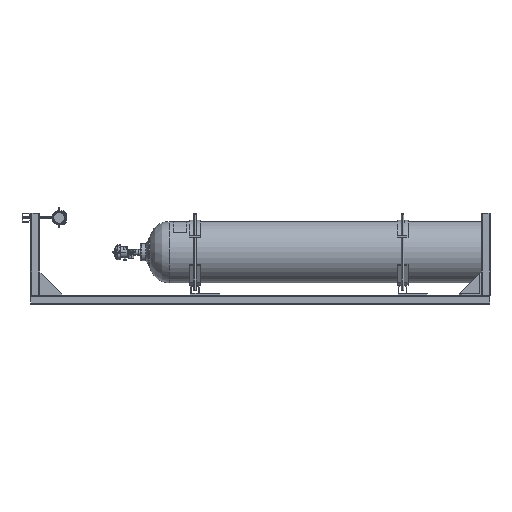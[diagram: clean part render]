
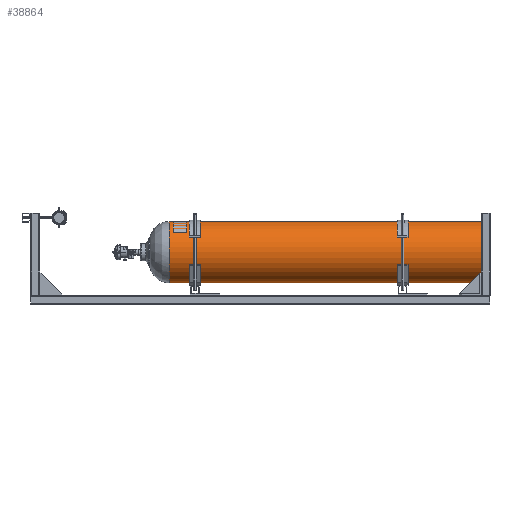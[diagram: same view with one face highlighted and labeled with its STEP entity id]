
A CAD part, left-side view. The second image highlights one B-rep face of the part: STEP entity #38864.
In plain terms, the highlighted cylindrical face has radius 142.85 mm (diameter 285.7 mm), a partial arc.
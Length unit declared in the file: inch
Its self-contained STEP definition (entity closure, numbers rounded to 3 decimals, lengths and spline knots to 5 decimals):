
#2131 = CARTESIAN_POINT ( 'NONE',  ( 0., -5.29832, 5.62402 ) ) ;
#3339 = CARTESIAN_POINT ( 'NONE',  ( 0., -63., 5.62402 ) ) ;
#3383 = ORIENTED_EDGE ( 'NONE', *, *, #63953, .T. ) ;
#6570 = FACE_OUTER_BOUND ( 'NONE', #59816, .T. ) ;
#7812 = ORIENTED_EDGE ( 'NONE', *, *, #44190, .F. ) ;
#8052 = EDGE_CURVE ( 'NONE', #12229, #74896, #47629, .T. ) ;
#9910 = LINE ( 'NONE', #62768, #58837 ) ;
#12229 = VERTEX_POINT ( 'NONE', #3339 ) ;
#20802 = CARTESIAN_POINT ( 'NONE',  ( 0., -5.29832, 0. ) ) ;
#22472 = ORIENTED_EDGE ( 'NONE', *, *, #8052, .F. ) ;
#26046 = DIRECTION ( 'NONE',  ( 0., -1., 0. ) ) ;
#26419 = CARTESIAN_POINT ( 'NONE',  ( 0., -63., 0. ) ) ;
#32988 = CYLINDRICAL_SURFACE ( 'NONE', #34864, 5.62402 ) ;
#34864 = AXIS2_PLACEMENT_3D ( 'NONE', #65509, #39499, #46429 ) ;
#36255 = CIRCLE ( 'NONE', #77799, 5.62402 ) ;
#38830 = EDGE_CURVE ( 'NONE', #63763, #72050, #36255, .T. ) ;
#38864 = ADVANCED_FACE ( 'NONE', ( #6570 ), #32988, .T. ) ;
#39499 = DIRECTION ( 'NONE',  ( 0., -1., 0. ) ) ;
#40321 = DIRECTION ( 'NONE',  ( 0., 0., -1. ) ) ;
#40672 = VECTOR ( 'NONE', #68086, 39.37008 ) ;
#44149 = DIRECTION ( 'NONE',  ( 0., -1., 0. ) ) ;
#44190 = EDGE_CURVE ( 'NONE', #63763, #12229, #75450, .T. ) ;
#46429 = DIRECTION ( 'NONE',  ( 0., 0., -1. ) ) ;
#47629 = CIRCLE ( 'NONE', #66980, 5.62402 ) ;
#52679 = CARTESIAN_POINT ( 'NONE',  ( 0., -5.29832, -5.62402 ) ) ;
#52911 = DIRECTION ( 'NONE',  ( 0., -1., 0. ) ) ;
#58837 = VECTOR ( 'NONE', #44149, 39.37008 ) ;
#59816 = EDGE_LOOP ( 'NONE', ( #7812, #83582, #3383, #22472 ) ) ;
#62768 = CARTESIAN_POINT ( 'NONE',  ( 0., 0., -5.62402 ) ) ;
#63763 = VERTEX_POINT ( 'NONE', #2131 ) ;
#63953 = EDGE_CURVE ( 'NONE', #72050, #74896, #9910, .T. ) ;
#65509 = CARTESIAN_POINT ( 'NONE',  ( 0., 0., 0. ) ) ;
#65899 = DIRECTION ( 'NONE',  ( 0., 0., -1. ) ) ;
#66352 = CARTESIAN_POINT ( 'NONE',  ( 0., -63., -5.62402 ) ) ;
#66980 = AXIS2_PLACEMENT_3D ( 'NONE', #26419, #52911, #65899 ) ;
#68086 = DIRECTION ( 'NONE',  ( 0., -1., 0. ) ) ;
#72050 = VERTEX_POINT ( 'NONE', #52679 ) ;
#74896 = VERTEX_POINT ( 'NONE', #66352 ) ;
#75450 = LINE ( 'NONE', #83230, #40672 ) ;
#77799 = AXIS2_PLACEMENT_3D ( 'NONE', #20802, #26046, #40321 ) ;
#83230 = CARTESIAN_POINT ( 'NONE',  ( 0., 0., 5.62402 ) ) ;
#83582 = ORIENTED_EDGE ( 'NONE', *, *, #38830, .T. ) ;
